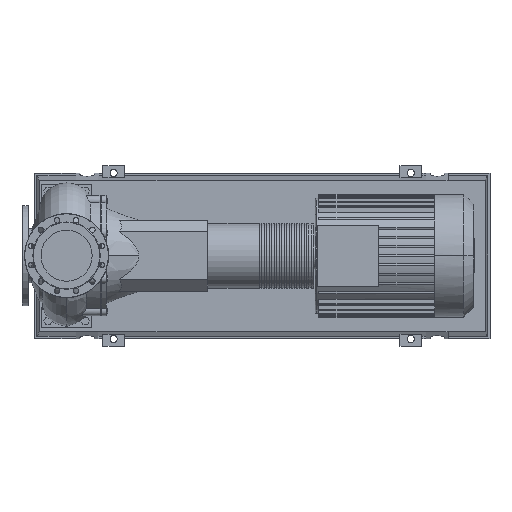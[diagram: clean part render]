
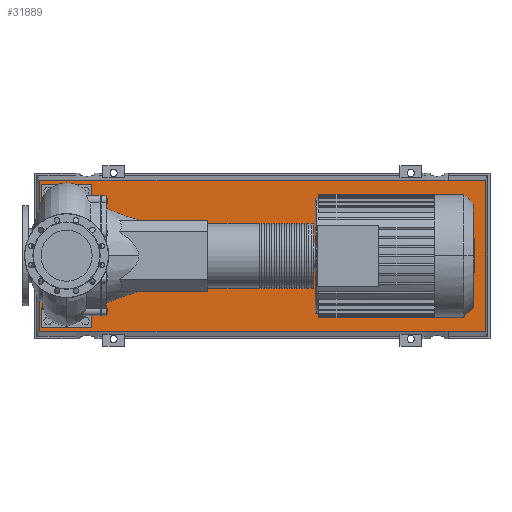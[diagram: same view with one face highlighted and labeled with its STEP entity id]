
A CAD part, top view. The second image highlights one B-rep face of the part: STEP entity #31889.
In plain terms, the highlighted free-form (B-spline) face has degree [1, 1] with [2, 2] control points.
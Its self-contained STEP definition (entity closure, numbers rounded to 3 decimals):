
#29290=CARTESIAN_POINT('',(1453.5,306.0,123.0));
#29291=VERTEX_POINT('',#29290);
#29298=CARTESIAN_POINT('',(1540.5,306.0,123.0));
#29299=VERTEX_POINT('',#29298);
#29300=CARTESIAN_POINT('',(1453.5,306.0,123.0));
#29301=DIRECTION('',(1.0,0.0,0.0));
#29302=VECTOR('',#29301,87.0);
#29303=LINE('',#29300,#29302);
#29304=EDGE_CURVE('',#29291,#29299,#29303,.T.);
#29756=CARTESIAN_POINT('',(126.5,306.0,123.0));
#29757=VERTEX_POINT('',#29756);
#29764=CARTESIAN_POINT('',(126.5,306.0,123.0));
#29765=DIRECTION('',(1.0,0.0,0.0));
#29766=VECTOR('',#29765,1327.0);
#29767=LINE('',#29764,#29766);
#29768=EDGE_CURVE('',#29757,#29291,#29767,.T.);
#30116=CARTESIAN_POINT('',(39.5,306.0,123.0));
#30117=VERTEX_POINT('',#30116);
#30124=CARTESIAN_POINT('',(39.5,306.0,123.0));
#30125=DIRECTION('',(1.0,0.0,0.0));
#30126=VECTOR('',#30125,87.0);
#30127=LINE('',#30124,#30126);
#30128=EDGE_CURVE('',#30117,#29757,#30127,.T.);
#30187=CARTESIAN_POINT('',(1690.0,306.0,123.0));
#30188=VERTEX_POINT('',#30187);
#30189=CARTESIAN_POINT('',(1540.5,306.0,123.0));
#30190=DIRECTION('',(1.0,0.0,0.0));
#30191=VECTOR('',#30190,149.5);
#30192=LINE('',#30189,#30191);
#30193=EDGE_CURVE('',#29299,#30188,#30192,.T.);
#30219=CARTESIAN_POINT('',(-110.,306.0,123.0));
#30220=VERTEX_POINT('',#30219);
#30227=CARTESIAN_POINT('',(-110.,306.0,123.0));
#30228=DIRECTION('',(1.0,0.0,0.0));
#30229=VECTOR('',#30228,149.5);
#30230=LINE('',#30227,#30229);
#30231=EDGE_CURVE('',#30220,#30117,#30230,.T.);
#30464=CARTESIAN_POINT('',(1540.5,-306.0,123.0));
#30465=VERTEX_POINT('',#30464);
#30472=CARTESIAN_POINT('',(1453.5,-306.0,123.0));
#30473=VERTEX_POINT('',#30472);
#30474=CARTESIAN_POINT('',(1453.5,-306.0,123.0));
#30475=DIRECTION('',(1.0,0.0,0.0));
#30476=VECTOR('',#30475,87.0);
#30477=LINE('',#30474,#30476);
#30478=EDGE_CURVE('',#30473,#30465,#30477,.T.);
#30698=CARTESIAN_POINT('',(1690.0,-306.0,123.0));
#30699=VERTEX_POINT('',#30698);
#30706=CARTESIAN_POINT('',(1540.5,-306.0,123.0));
#30707=DIRECTION('',(1.0,0.0,0.0));
#30708=VECTOR('',#30707,149.5);
#30709=LINE('',#30706,#30708);
#30710=EDGE_CURVE('',#30465,#30699,#30709,.T.);
#30827=CARTESIAN_POINT('',(126.5,-306.0,123.0));
#30828=VERTEX_POINT('',#30827);
#30835=CARTESIAN_POINT('',(39.5,-306.0,123.0));
#30836=VERTEX_POINT('',#30835);
#30837=CARTESIAN_POINT('',(39.5,-306.0,123.0));
#30838=DIRECTION('',(1.0,0.0,0.0));
#30839=VECTOR('',#30838,87.0);
#30840=LINE('',#30837,#30839);
#30841=EDGE_CURVE('',#30836,#30828,#30840,.T.);
#30952=CARTESIAN_POINT('',(-110.,-306.0,123.0));
#30953=VERTEX_POINT('',#30952);
#30954=CARTESIAN_POINT('',(-110.,-306.0,123.0));
#30955=DIRECTION('',(1.0,0.0,0.0));
#30956=VECTOR('',#30955,149.5);
#30957=LINE('',#30954,#30956);
#30958=EDGE_CURVE('',#30953,#30836,#30957,.T.);
#30976=CARTESIAN_POINT('',(126.5,-306.0,123.0));
#30977=DIRECTION('',(1.0,0.0,0.0));
#30978=VECTOR('',#30977,1327.0);
#30979=LINE('',#30976,#30978);
#30980=EDGE_CURVE('',#30828,#30473,#30979,.T.);
#31860=CARTESIAN_POINT('',(-110.,-306.0,123.));
#31861=CARTESIAN_POINT('',(1690.0,-306.0,123.));
#31862=CARTESIAN_POINT('',(-110.,306.0,123.));
#31863=CARTESIAN_POINT('',(1690.0,306.0,123.));
#31864=B_SPLINE_SURFACE_WITH_KNOTS('',1,1,((#31860,#31862),(#31861,#31863)),.UNSPECIFIED.,.F.,.F.,.U.,(2,2),(2,2),(0.0,1800.0),(0.0,612.0),.UNSPECIFIED.);
#31865=CARTESIAN_POINT('',(1690.0,306.0,123.0));
#31866=DIRECTION('',(0.0,-1.0,0.0));
#31867=VECTOR('',#31866,612.0);
#31868=LINE('',#31865,#31867);
#31869=EDGE_CURVE('',#30188,#30699,#31868,.T.);
#31870=ORIENTED_EDGE('',*,*,#31869,.F.);
#31871=ORIENTED_EDGE('',*,*,#30193,.F.);
#31872=ORIENTED_EDGE('',*,*,#29304,.F.);
#31873=ORIENTED_EDGE('',*,*,#29768,.F.);
#31874=ORIENTED_EDGE('',*,*,#30128,.F.);
#31875=ORIENTED_EDGE('',*,*,#30231,.F.);
#31876=CARTESIAN_POINT('',(-110.,306.0,123.0));
#31877=DIRECTION('',(0.0,-1.0,0.0));
#31878=VECTOR('',#31877,612.0);
#31879=LINE('',#31876,#31878);
#31880=EDGE_CURVE('',#30220,#30953,#31879,.T.);
#31881=ORIENTED_EDGE('',*,*,#31880,.T.);
#31882=ORIENTED_EDGE('',*,*,#30958,.T.);
#31883=ORIENTED_EDGE('',*,*,#30841,.T.);
#31884=ORIENTED_EDGE('',*,*,#30980,.T.);
#31885=ORIENTED_EDGE('',*,*,#30478,.T.);
#31886=ORIENTED_EDGE('',*,*,#30710,.T.);
#31887=EDGE_LOOP('',(#31870,#31871,#31872,#31873,#31874,#31875,#31881,#31882,#31883,#31884,#31885,#31886));
#31888=FACE_OUTER_BOUND('',#31887,.T.);
#31889=ADVANCED_FACE('',(#31888),#31864,.T.);
